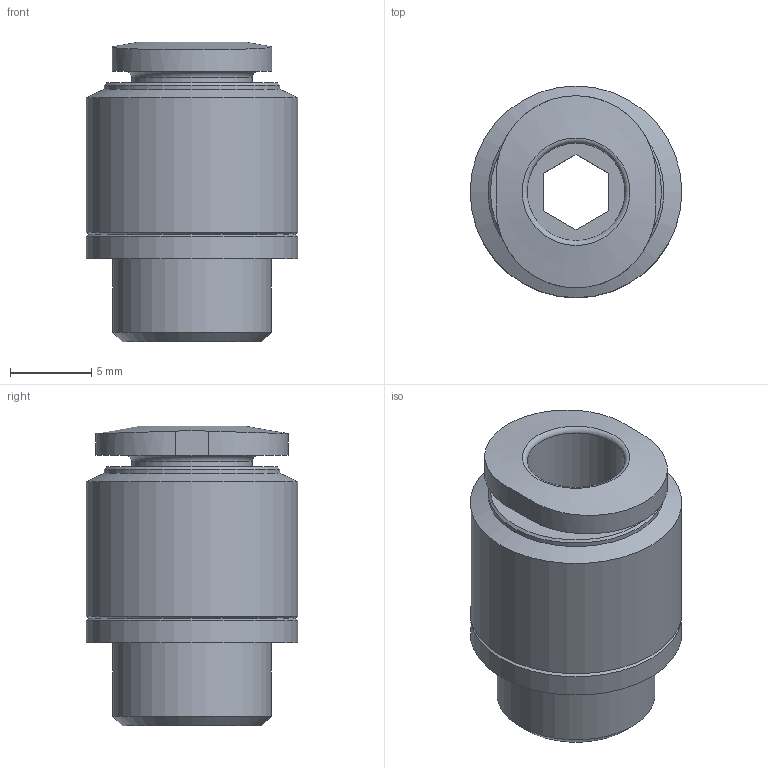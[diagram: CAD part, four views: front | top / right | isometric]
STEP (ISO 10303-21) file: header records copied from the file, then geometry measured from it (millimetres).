
FILE_DESCRIPTION(/* description */ ('STEP AP214'),/* implementation_level */ '2;1');
FILE_NAME(/* name */ '186267_QSM-G1_8-6-I',/* time_stamp */ '2024-09-10T13:06:53+02:00',/* author */ ('License CC BY-ND 4.0'),/* organization */ ('CADENAS'),/* preprocessor_version */ 'ST-DEVELOPER v19.3',/* originating_system */ 'PARTsolutions',/* authorisation */ ' ');
FILE_SCHEMA (('AUTOMOTIVE_DESIGN {1 0 10303 214 3 1 1}'));
Length unit declared in the file: millimetre
Products named in the file (1): 186267 QSM-G1/8-6-I
Bounding box: 13 x 13 x 18.4 mm (x, y, z)
Volume: 1539.5 mm3; surface area: 1290.1 mm2
Topology: 1 solids, 1 shells, 29 faces, 62 edges, 38 vertices
Faces by surface type: plane 13, cylinder 8, cone 6, torus 2
Full cylindrical faces by diameter (mm): 6 x1, 7.4 x1, 9.728 x1, 10.8 x1, 13 x2
Entity records: 938 total; most frequent: CARTESIAN_POINT 132, DIRECTION 122, ORIENTED_EDGE 94, AXIS2_PLACEMENT_3D 49, EDGE_LOOP 48, FACE_BOUND 48, EDGE_CURVE 47, VERTEX_POINT 37
